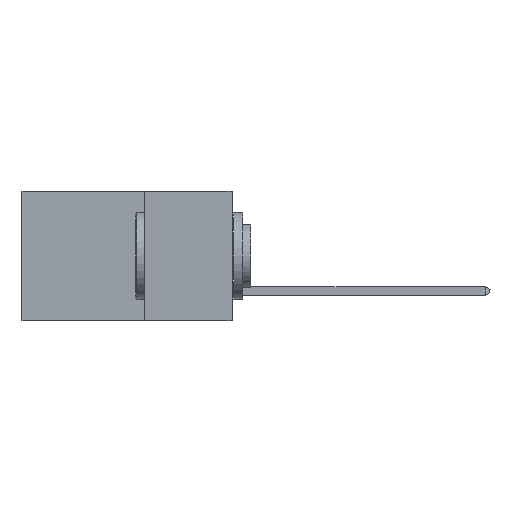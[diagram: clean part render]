
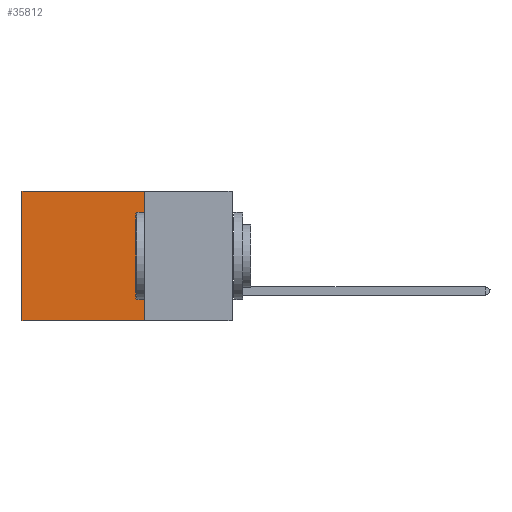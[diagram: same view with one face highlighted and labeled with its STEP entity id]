
A CAD part, left-side view. The second image highlights one B-rep face of the part: STEP entity #35812.
In plain terms, the highlighted planar face has unit normal (-1, 0, 0).
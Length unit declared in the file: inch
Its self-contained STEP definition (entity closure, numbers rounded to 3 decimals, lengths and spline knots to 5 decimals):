
#2000 = VERTEX_POINT ( 'NONE', #20069 ) ;
#2024 = PLANE ( 'NONE',  #26441 ) ;
#2483 = EDGE_CURVE ( 'NONE', #18966, #24582, #7554, .T. ) ;
#4908 = LINE ( 'NONE', #41264, #32021 ) ;
#5103 = CARTESIAN_POINT ( 'NONE',  ( 0.2875, 0.25, 0. ) ) ;
#5186 = ORIENTED_EDGE ( 'NONE', *, *, #19450, .F. ) ;
#5595 = DIRECTION ( 'NONE',  ( 0., 0., -1. ) ) ;
#7393 = EDGE_LOOP ( 'NONE', ( #7999, #22546, #5186, #17011 ) ) ;
#7554 = LINE ( 'NONE', #30643, #36275 ) ;
#7999 = ORIENTED_EDGE ( 'NONE', *, *, #12528, .T. ) ;
#8828 = VERTEX_POINT ( 'NONE', #5103 ) ;
#11504 = LINE ( 'NONE', #30952, #14589 ) ;
#11935 = DIRECTION ( 'NONE',  ( 0., 0., -1. ) ) ;
#12528 = EDGE_CURVE ( 'NONE', #2000, #24582, #11504, .T. ) ;
#14589 = VECTOR ( 'NONE', #5595, 39.37008 ) ;
#15938 = CARTESIAN_POINT ( 'NONE',  ( 0.2875, 0.6, -0.37 ) ) ;
#16222 = CARTESIAN_POINT ( 'NONE',  ( 0.2875, 0.25, 0. ) ) ;
#17011 = ORIENTED_EDGE ( 'NONE', *, *, #21414, .T. ) ;
#18966 = VERTEX_POINT ( 'NONE', #38065 ) ;
#19450 = EDGE_CURVE ( 'NONE', #8828, #18966, #4908, .T. ) ;
#20069 = CARTESIAN_POINT ( 'NONE',  ( 0.2875, 0.6, 0. ) ) ;
#20895 = LINE ( 'NONE', #16222, #28724 ) ;
#21414 = EDGE_CURVE ( 'NONE', #8828, #2000, #20895, .T. ) ;
#22546 = ORIENTED_EDGE ( 'NONE', *, *, #2483, .F. ) ;
#22644 = DIRECTION ( 'NONE',  ( 0., 1., 0. ) ) ;
#24582 = VERTEX_POINT ( 'NONE', #15938 ) ;
#25348 = DIRECTION ( 'NONE',  ( 1., 0., 0. ) ) ;
#26441 = AXIS2_PLACEMENT_3D ( 'NONE', #31459, #25348, #11935 ) ;
#27549 = DIRECTION ( 'NONE',  ( 0., 1., 0. ) ) ;
#28724 = VECTOR ( 'NONE', #22644, 39.37008 ) ;
#30643 = CARTESIAN_POINT ( 'NONE',  ( 0.2875, 0.25, -0.37 ) ) ;
#30952 = CARTESIAN_POINT ( 'NONE',  ( 0.2875, 0.6, 0. ) ) ;
#31459 = CARTESIAN_POINT ( 'NONE',  ( 0.2875, 0.25, 0. ) ) ;
#32021 = VECTOR ( 'NONE', #40978, 39.37008 ) ;
#35812 = ADVANCED_FACE ( 'NONE', ( #41528 ), #2024, .F. ) ;
#36275 = VECTOR ( 'NONE', #27549, 39.37008 ) ;
#38065 = CARTESIAN_POINT ( 'NONE',  ( 0.2875, 0.25, -0.37 ) ) ;
#40978 = DIRECTION ( 'NONE',  ( 0., 0., -1. ) ) ;
#41264 = CARTESIAN_POINT ( 'NONE',  ( 0.2875, 0.25, 0. ) ) ;
#41528 = FACE_OUTER_BOUND ( 'NONE', #7393, .T. ) ;
